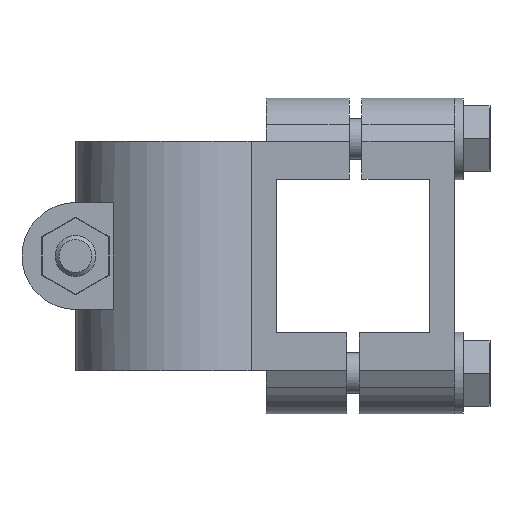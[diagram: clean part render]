
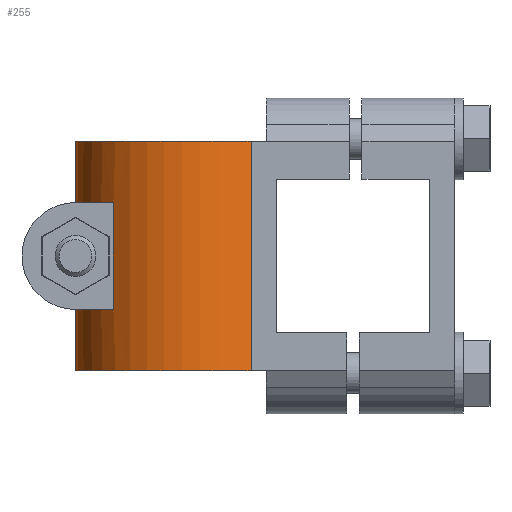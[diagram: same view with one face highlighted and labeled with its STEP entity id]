
A CAD part, front view. The second image highlights one B-rep face of the part: STEP entity #255.
In plain terms, the highlighted cylindrical face has radius 22 mm (diameter 44 mm), a partial arc.
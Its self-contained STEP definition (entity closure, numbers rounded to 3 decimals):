
#255 = ADVANCED_FACE( '', ( #571 ), #572, .T. );
#571 = FACE_OUTER_BOUND( '', #943, .T. );
#572 = CYLINDRICAL_SURFACE( '', #944, 22. );
#943 = EDGE_LOOP( '', ( #1614, #1615, #1616, #1617, #1618, #1619, #1620, #1621 ) );
#944 = AXIS2_PLACEMENT_3D( '', #1622, #1623, #1624 );
#1614 = ORIENTED_EDGE( '', *, *, #2331, .F. );
#1615 = ORIENTED_EDGE( '', *, *, #2332, .F. );
#1616 = ORIENTED_EDGE( '', *, *, #2333, .F. );
#1617 = ORIENTED_EDGE( '', *, *, #2334, .T. );
#1618 = ORIENTED_EDGE( '', *, *, #2335, .F. );
#1619 = ORIENTED_EDGE( '', *, *, #2324, .F. );
#1620 = ORIENTED_EDGE( '', *, *, #2336, .F. );
#1621 = ORIENTED_EDGE( '', *, *, #2180, .F. );
#1622 = CARTESIAN_POINT( '', ( 0., 0., 0. ) );
#1623 = DIRECTION( '', ( 0., 0., 1. ) );
#1624 = DIRECTION( '', ( -1., 0., 0. ) );
#2180 = EDGE_CURVE( '', #2626, #2629, #2630, .T. );
#2324 = EDGE_CURVE( '', #2850, #2848, #2852, .T. );
#2331 = EDGE_CURVE( '', #2861, #2626, #2862, .F. );
#2332 = EDGE_CURVE( '', #2863, #2861, #2864, .T. );
#2333 = EDGE_CURVE( '', #2865, #2863, #2866, .T. );
#2334 = EDGE_CURVE( '', #2865, #2867, #2868, .T. );
#2335 = EDGE_CURVE( '', #2848, #2867, #2869, .F. );
#2336 = EDGE_CURVE( '', #2629, #2850, #2870, .F. );
#2626 = VERTEX_POINT( '', #3241 );
#2629 = VERTEX_POINT( '', #3245 );
#2630 = CIRCLE( '', #3246, 22. );
#2848 = VERTEX_POINT( '', #3557 );
#2850 = VERTEX_POINT( '', #3560 );
#2852 = CIRCLE( '', #3563, 22. );
#2861 = VERTEX_POINT( '', #3572 );
#2862 = LINE( '', #3573, #3574 );
#2863 = VERTEX_POINT( '', #3575 );
#2864 = CIRCLE( '', #3576, 22. );
#2865 = VERTEX_POINT( '', #3577 );
#2866 = LINE( '', #3578, #3579 );
#2867 = VERTEX_POINT( '', #3580 );
#2868 = CIRCLE( '', #3581, 22. );
#2869 = LINE( '', #3582, #3583 );
#2870 = LINE( '', #3584, #3585 );
#3241 = CARTESIAN_POINT( '', ( -21.964, -1.25, 12. ) );
#3245 = CARTESIAN_POINT( '', ( -14.552, -16.5, 12. ) );
#3246 = AXIS2_PLACEMENT_3D( '', #3886, #3887, #3888 );
#3557 = CARTESIAN_POINT( '', ( -21.964, -1.25, 33. ) );
#3560 = CARTESIAN_POINT( '', ( -14.552, -16.5, 33. ) );
#3563 = AXIS2_PLACEMENT_3D( '', #4023, #4024, #4025 );
#3572 = CARTESIAN_POINT( '', ( -21.964, -1.25, 0. ) );
#3573 = CARTESIAN_POINT( '', ( -21.964, -1.25, 0. ) );
#3574 = VECTOR( '', #4032, 1000. );
#3575 = CARTESIAN_POINT( '', ( 12.5, -18.104, 0. ) );
#3576 = AXIS2_PLACEMENT_3D( '', #4033, #4034, #4035 );
#3577 = CARTESIAN_POINT( '', ( 12.5, -18.104, 45. ) );
#3578 = CARTESIAN_POINT( '', ( 12.5, -18.104, 0. ) );
#3579 = VECTOR( '', #4036, 1000. );
#3580 = CARTESIAN_POINT( '', ( -21.964, -1.25, 45. ) );
#3581 = AXIS2_PLACEMENT_3D( '', #4037, #4038, #4039 );
#3582 = CARTESIAN_POINT( '', ( -21.964, -1.25, 0. ) );
#3583 = VECTOR( '', #4040, 1000. );
#3584 = CARTESIAN_POINT( '', ( -14.552, -16.5, 0. ) );
#3585 = VECTOR( '', #4041, 1000. );
#3886 = CARTESIAN_POINT( '', ( 0., 0., 12. ) );
#3887 = DIRECTION( '', ( 0., 0., 1. ) );
#3888 = DIRECTION( '', ( 1., 0., 0. ) );
#4023 = CARTESIAN_POINT( '', ( 0., 0., 33. ) );
#4024 = DIRECTION( '', ( 0., 0., -1. ) );
#4025 = DIRECTION( '', ( -1., 0., 0. ) );
#4032 = DIRECTION( '', ( 0., 0., -1. ) );
#4033 = CARTESIAN_POINT( '', ( 0., 0., 0. ) );
#4034 = DIRECTION( '', ( 0., 0., -1. ) );
#4035 = DIRECTION( '', ( -1., 0., 0. ) );
#4036 = DIRECTION( '', ( 0., 0., -1. ) );
#4037 = CARTESIAN_POINT( '', ( 0., 0., 45. ) );
#4038 = DIRECTION( '', ( 0., 0., -1. ) );
#4039 = DIRECTION( '', ( -1., 0., 0. ) );
#4040 = DIRECTION( '', ( 0., 0., -1. ) );
#4041 = DIRECTION( '', ( 0., 0., -1. ) );
